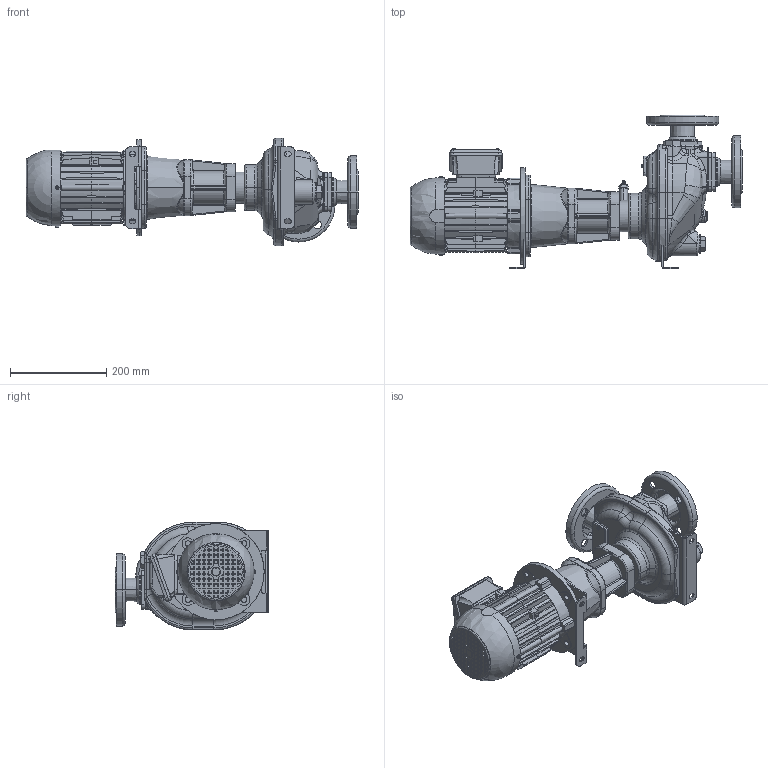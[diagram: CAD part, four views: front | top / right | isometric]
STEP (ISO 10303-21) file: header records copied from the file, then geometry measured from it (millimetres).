
FILE_DESCRIPTION((''),'2;1');
FILE_NAME('S_41-50_K_BBT_F','2023-09-14T17:05:05',('Nicola'),(''),'CREO PARAMETRIC BY PTC INC, 2023134','CREO PARAMETRIC BY PTC INC, 2023134','');
FILE_SCHEMA(('CONFIG_CONTROL_DESIGN'));
Products named in the file (1): S_41-50_K_BBT_F
Bounding box: 690.3 x 320 x 224 mm (x, y, z)
Volume: 11009318.7 mm3; surface area: 718850.2 mm2
Topology: 1 solids, 1 shells, 2235 faces, 5555 edges, 3473 vertices
Faces by surface type: plane 1250, cylinder 426, bspline 211, cone 174, torus 158, sphere 12, extrusion 4
Entity records: 95626 total; most frequent: CARTESIAN_POINT 44375, ORIENTED_EDGE 11108, DIRECTION 9899, EDGE_CURVE 5554, VERTEX_POINT 3473, AXIS2_PLACEMENT_3D 3442, VECTOR 3015, LINE 3011
